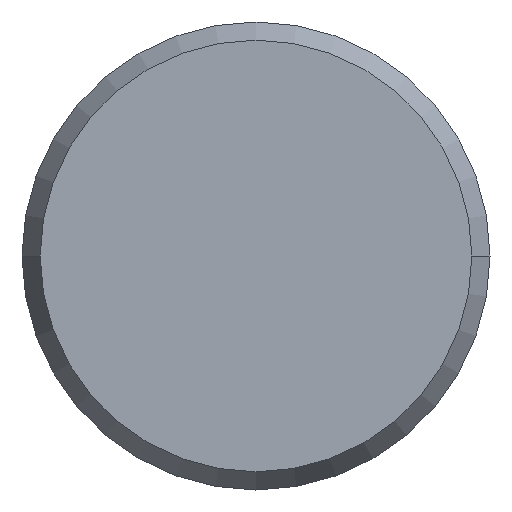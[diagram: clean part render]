
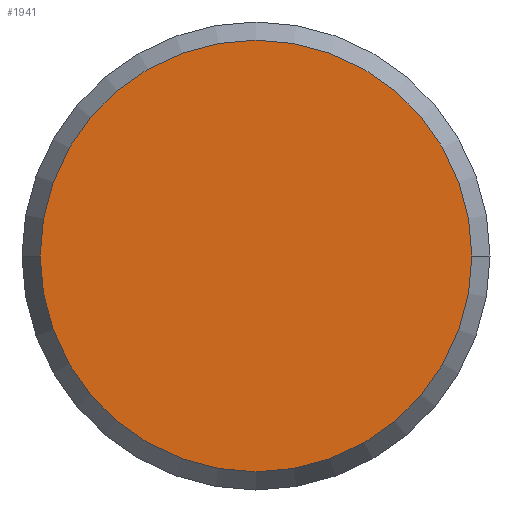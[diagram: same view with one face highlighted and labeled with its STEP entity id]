
A CAD part, front view. The second image highlights one B-rep face of the part: STEP entity #1941.
In plain terms, the highlighted planar face has unit normal (0, -1, 0).
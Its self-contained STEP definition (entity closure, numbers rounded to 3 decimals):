
#651=CARTESIAN_POINT('',(0.,-53.,0.));
#652=DIRECTION('',(0.,-1.,0.));
#653=DIRECTION('',(-1.,0.,0.));
#654=AXIS2_PLACEMENT_3D('',#651,#652,#653);
#656=CARTESIAN_POINT('',(0.,-53.,0.));
#657=DIRECTION('',(0.,-1.,0.));
#658=DIRECTION('',(1.,0.,0.));
#659=AXIS2_PLACEMENT_3D('',#656,#657,#658);
#678=CARTESIAN_POINT('',(-8.3,-53.,0.));
#679=CARTESIAN_POINT('',(8.3,-53.,0.));
#680=VERTEX_POINT('',#678);
#681=VERTEX_POINT('',#679);
#1932=CARTESIAN_POINT('',(0.,-53.,0.));
#1933=DIRECTION('',(0.,-1.,0.));
#1934=DIRECTION('',(-1.,0.,0.));
#1935=AXIS2_PLACEMENT_3D('',#1932,#1933,#1934);
#1936=PLANE('',#1935);
#1937=ORIENTED_EDGE('',*,*,#1898,.F.);
#1938=ORIENTED_EDGE('',*,*,#1919,.F.);
#1939=EDGE_LOOP('',(#1937,#1938));
#1940=FACE_OUTER_BOUND('',#1939,.F.);
#1941=ADVANCED_FACE('',(#1940),#1936,.T.);
#655=CIRCLE('',#654,8.3);
#660=CIRCLE('',#659,8.3);
#1898=EDGE_CURVE('',#680,#681,#655,.T.);
#1919=EDGE_CURVE('',#681,#680,#660,.T.);
